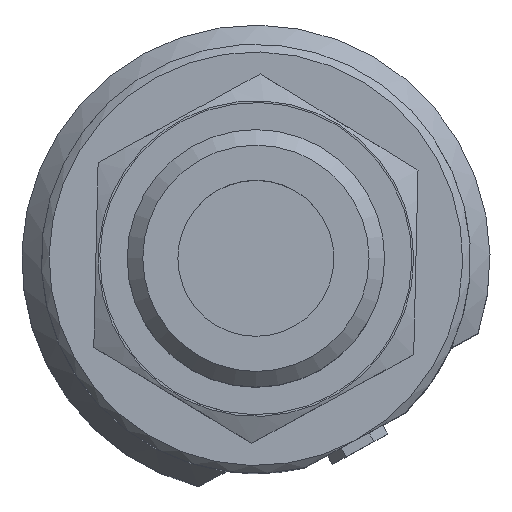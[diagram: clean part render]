
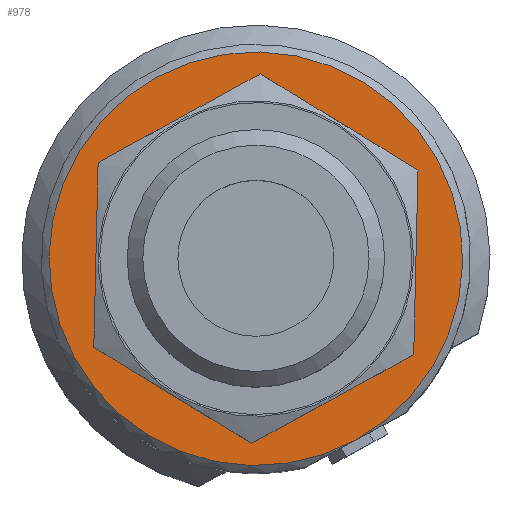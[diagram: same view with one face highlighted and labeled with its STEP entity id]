
A CAD part, top view. The second image highlights one B-rep face of the part: STEP entity #978.
In plain terms, the highlighted planar face has unit normal (0, 0, 1).
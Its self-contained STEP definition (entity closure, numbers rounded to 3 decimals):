
#38=CIRCLE('',#1033,20.);
#43=CIRCLE('',#1043,26.5);
#138=ORIENTED_EDGE('',*,*,#277,.T.);
#139=ORIENTED_EDGE('',*,*,#287,.F.);
#277=EDGE_CURVE('',#359,#359,#38,.T.);
#287=EDGE_CURVE('',#367,#367,#43,.T.);
#359=VERTEX_POINT('',#1513);
#367=VERTEX_POINT('',#1540);
#527=EDGE_LOOP('',(#138));
#528=EDGE_LOOP('',(#139));
#587=FACE_BOUND('',#527,.T.);
#588=FACE_BOUND('',#528,.T.);
#629=PLANE('',#1042);
#978=ADVANCED_FACE('',(#587,#588),#629,.T.);
#1033=AXIS2_PLACEMENT_3D('',#1512,#1132,#1133);
#1042=AXIS2_PLACEMENT_3D('',#1538,#1153,#1154);
#1043=AXIS2_PLACEMENT_3D('',#1539,#1155,#1156);
#1132=DIRECTION('',(0.,0.,-1.));
#1133=DIRECTION('',(-0.877,-0.48,0.));
#1153=DIRECTION('',(0.,0.,1.));
#1154=DIRECTION('',(0.877,0.48,0.));
#1155=DIRECTION('',(0.,0.,-1.));
#1156=DIRECTION('',(-0.877,-0.48,0.));
#1512=CARTESIAN_POINT('',(0.,0.,-13.));
#1513=CARTESIAN_POINT('',(-17.548,-9.595,-13.));
#1538=CARTESIAN_POINT('',(12.064,6.596,-13.));
#1539=CARTESIAN_POINT('',(0.,0.,-13.));
#1540=CARTESIAN_POINT('',(12.713,-23.251,-13.));
